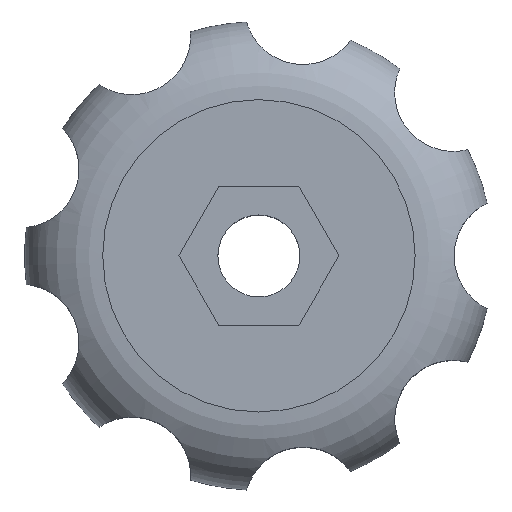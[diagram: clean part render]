
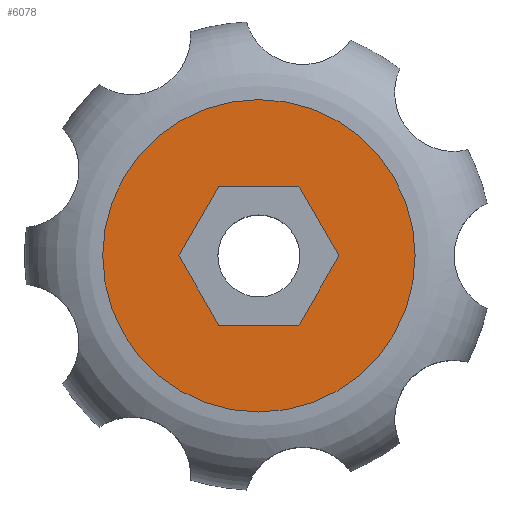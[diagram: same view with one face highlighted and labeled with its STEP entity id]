
A CAD part, top view. The second image highlights one B-rep face of the part: STEP entity #6078.
In plain terms, the highlighted planar face has unit normal (0, 0, 1).
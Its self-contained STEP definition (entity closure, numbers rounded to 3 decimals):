
#100 = TOROIDAL_SURFACE('',#101,8.,4.);
#101 = AXIS2_PLACEMENT_3D('',#102,#103,#104);
#102 = CARTESIAN_POINT('',(0.,0.,5.));
#103 = DIRECTION('',(0.,0.,1.));
#104 = DIRECTION('',(1.,0.,0.));
#3369 = VERTEX_POINT('',#3370);
#3370 = CARTESIAN_POINT('',(8.,0.,9.));
#3390 = EDGE_CURVE('',#3369,#3369,#3391,.T.);
#3391 = SURFACE_CURVE('',#3392,(#3397,#3404),.PCURVE_S1.);
#3392 = CIRCLE('',#3393,8.);
#3393 = AXIS2_PLACEMENT_3D('',#3394,#3395,#3396);
#3394 = CARTESIAN_POINT('',(0.,0.,9.));
#3395 = DIRECTION('',(0.,0.,1.));
#3396 = DIRECTION('',(1.,0.,0.));
#3397 = PCURVE('',#100,#3398);
#3398 = DEFINITIONAL_REPRESENTATION('',(#3399),#3403);
#3399 = LINE('',#3400,#3401);
#3400 = CARTESIAN_POINT('',(0.,1.571));
#3401 = VECTOR('',#3402,1.);
#3402 = DIRECTION('',(1.,0.));
#3403 = ( GEOMETRIC_REPRESENTATION_CONTEXT(2) 
PARAMETRIC_REPRESENTATION_CONTEXT() REPRESENTATION_CONTEXT('2D SPACE',''
  ) );
#3404 = PCURVE('',#3405,#3410);
#3405 = PLANE('',#3406);
#3406 = AXIS2_PLACEMENT_3D('',#3407,#3408,#3409);
#3407 = CARTESIAN_POINT('',(0.,0.,9.));
#3408 = DIRECTION('',(0.,0.,1.));
#3409 = DIRECTION('',(1.,0.,0.));
#3410 = DEFINITIONAL_REPRESENTATION('',(#3411),#3415);
#3411 = CIRCLE('',#3412,8.);
#3412 = AXIS2_PLACEMENT_2D('',#3413,#3414);
#3413 = CARTESIAN_POINT('',(0.,0.));
#3414 = DIRECTION('',(1.,0.));
#3415 = ( GEOMETRIC_REPRESENTATION_CONTEXT(2) 
PARAMETRIC_REPRESENTATION_CONTEXT() REPRESENTATION_CONTEXT('2D SPACE',''
  ) );
#6078 = ADVANCED_FACE('',(#6079,#6082),#3405,.T.);
#6079 = FACE_BOUND('',#6080,.T.);
#6080 = EDGE_LOOP('',(#6081));
#6081 = ORIENTED_EDGE('',*,*,#3390,.T.);
#6082 = FACE_BOUND('',#6083,.T.);
#6083 = EDGE_LOOP('',(#6084,#6112,#6138,#6164,#6190,#6216));
#6084 = ORIENTED_EDGE('',*,*,#6085,.T.);
#6085 = EDGE_CURVE('',#6086,#6088,#6090,.T.);
#6086 = VERTEX_POINT('',#6087);
#6087 = CARTESIAN_POINT('',(-2.05,3.551,9.));
#6088 = VERTEX_POINT('',#6089);
#6089 = CARTESIAN_POINT('',(2.05,3.551,9.));
#6090 = SURFACE_CURVE('',#6091,(#6095,#6101),.PCURVE_S1.);
#6091 = LINE('',#6092,#6093);
#6092 = CARTESIAN_POINT('',(1.025,3.551,9.));
#6093 = VECTOR('',#6094,1.);
#6094 = DIRECTION('',(1.,0.,0.));
#6095 = PCURVE('',#3405,#6096);
#6096 = DEFINITIONAL_REPRESENTATION('',(#6097),#6100);
#6097 = B_SPLINE_CURVE_WITH_KNOTS('',1,(#6098,#6099),.UNSPECIFIED.,.F.,
  .F.,(2,2),(-3.485,1.435),.PIECEWISE_BEZIER_KNOTS.);
#6098 = CARTESIAN_POINT('',(-2.46,3.551));
#6099 = CARTESIAN_POINT('',(2.46,3.551));
#6100 = ( GEOMETRIC_REPRESENTATION_CONTEXT(2) 
PARAMETRIC_REPRESENTATION_CONTEXT() REPRESENTATION_CONTEXT('2D SPACE',''
  ) );
#6101 = PCURVE('',#6102,#6107);
#6102 = PLANE('',#6103);
#6103 = AXIS2_PLACEMENT_3D('',#6104,#6105,#6106);
#6104 = CARTESIAN_POINT('',(2.05,3.551,6.));
#6105 = DIRECTION('',(0.,-1.,0.));
#6106 = DIRECTION('',(-1.,0.,0.));
#6107 = DEFINITIONAL_REPRESENTATION('',(#6108),#6111);
#6108 = B_SPLINE_CURVE_WITH_KNOTS('',1,(#6109,#6110),.UNSPECIFIED.,.F.,
  .F.,(2,2),(-3.485,1.435),.PIECEWISE_BEZIER_KNOTS.);
#6109 = CARTESIAN_POINT('',(4.51,-3.));
#6110 = CARTESIAN_POINT('',(-0.41,-3.));
#6111 = ( GEOMETRIC_REPRESENTATION_CONTEXT(2) 
PARAMETRIC_REPRESENTATION_CONTEXT() REPRESENTATION_CONTEXT('2D SPACE',''
  ) );
#6112 = ORIENTED_EDGE('',*,*,#6113,.T.);
#6113 = EDGE_CURVE('',#6088,#6114,#6116,.T.);
#6114 = VERTEX_POINT('',#6115);
#6115 = CARTESIAN_POINT('',(4.1,0.,9.));
#6116 = SURFACE_CURVE('',#6117,(#6121,#6127),.PCURVE_S1.);
#6117 = LINE('',#6118,#6119);
#6118 = CARTESIAN_POINT('',(3.588,0.888,9.));
#6119 = VECTOR('',#6120,1.);
#6120 = DIRECTION('',(0.5,-0.866,0.));
#6121 = PCURVE('',#3405,#6122);
#6122 = DEFINITIONAL_REPRESENTATION('',(#6123),#6126);
#6123 = B_SPLINE_CURVE_WITH_KNOTS('',1,(#6124,#6125),.UNSPECIFIED.,.F.,
  .F.,(2,2),(-3.485,1.435),.PIECEWISE_BEZIER_KNOTS.);
#6124 = CARTESIAN_POINT('',(1.845,3.906));
#6125 = CARTESIAN_POINT('',(4.305,-0.355));
#6126 = ( GEOMETRIC_REPRESENTATION_CONTEXT(2) 
PARAMETRIC_REPRESENTATION_CONTEXT() REPRESENTATION_CONTEXT('2D SPACE',''
  ) );
#6127 = PCURVE('',#6128,#6133);
#6128 = PLANE('',#6129);
#6129 = AXIS2_PLACEMENT_3D('',#6130,#6131,#6132);
#6130 = CARTESIAN_POINT('',(4.1,0.,6.));
#6131 = DIRECTION('',(-0.866,-0.5,0.));
#6132 = DIRECTION('',(-0.5,0.866,0.));
#6133 = DEFINITIONAL_REPRESENTATION('',(#6134),#6137);
#6134 = B_SPLINE_CURVE_WITH_KNOTS('',1,(#6135,#6136),.UNSPECIFIED.,.F.,
  .F.,(2,2),(-3.485,1.435),.PIECEWISE_BEZIER_KNOTS.);
#6135 = CARTESIAN_POINT('',(4.51,-3.));
#6136 = CARTESIAN_POINT('',(-0.41,-3.));
#6137 = ( GEOMETRIC_REPRESENTATION_CONTEXT(2) 
PARAMETRIC_REPRESENTATION_CONTEXT() REPRESENTATION_CONTEXT('2D SPACE',''
  ) );
#6138 = ORIENTED_EDGE('',*,*,#6139,.T.);
#6139 = EDGE_CURVE('',#6114,#6140,#6142,.T.);
#6140 = VERTEX_POINT('',#6141);
#6141 = CARTESIAN_POINT('',(2.05,-3.551,9.));
#6142 = SURFACE_CURVE('',#6143,(#6147,#6153),.PCURVE_S1.);
#6143 = LINE('',#6144,#6145);
#6144 = CARTESIAN_POINT('',(2.563,-2.663,9.));
#6145 = VECTOR('',#6146,1.);
#6146 = DIRECTION('',(-0.5,-0.866,0.));
#6147 = PCURVE('',#3405,#6148);
#6148 = DEFINITIONAL_REPRESENTATION('',(#6149),#6152);
#6149 = B_SPLINE_CURVE_WITH_KNOTS('',1,(#6150,#6151),.UNSPECIFIED.,.F.,
  .F.,(2,2),(-3.485,1.435),.PIECEWISE_BEZIER_KNOTS.);
#6150 = CARTESIAN_POINT('',(4.305,0.355));
#6151 = CARTESIAN_POINT('',(1.845,-3.906));
#6152 = ( GEOMETRIC_REPRESENTATION_CONTEXT(2) 
PARAMETRIC_REPRESENTATION_CONTEXT() REPRESENTATION_CONTEXT('2D SPACE',''
  ) );
#6153 = PCURVE('',#6154,#6159);
#6154 = PLANE('',#6155);
#6155 = AXIS2_PLACEMENT_3D('',#6156,#6157,#6158);
#6156 = CARTESIAN_POINT('',(2.05,-3.551,6.));
#6157 = DIRECTION('',(-0.866,0.5,0.));
#6158 = DIRECTION('',(0.5,0.866,0.));
#6159 = DEFINITIONAL_REPRESENTATION('',(#6160),#6163);
#6160 = B_SPLINE_CURVE_WITH_KNOTS('',1,(#6161,#6162),.UNSPECIFIED.,.F.,
  .F.,(2,2),(-3.485,1.435),.PIECEWISE_BEZIER_KNOTS.);
#6161 = CARTESIAN_POINT('',(4.51,-3.));
#6162 = CARTESIAN_POINT('',(-0.41,-3.));
#6163 = ( GEOMETRIC_REPRESENTATION_CONTEXT(2) 
PARAMETRIC_REPRESENTATION_CONTEXT() REPRESENTATION_CONTEXT('2D SPACE',''
  ) );
#6164 = ORIENTED_EDGE('',*,*,#6165,.T.);
#6165 = EDGE_CURVE('',#6140,#6166,#6168,.T.);
#6166 = VERTEX_POINT('',#6167);
#6167 = CARTESIAN_POINT('',(-2.05,-3.551,9.));
#6168 = SURFACE_CURVE('',#6169,(#6173,#6179),.PCURVE_S1.);
#6169 = LINE('',#6170,#6171);
#6170 = CARTESIAN_POINT('',(-1.025,-3.551,9.));
#6171 = VECTOR('',#6172,1.);
#6172 = DIRECTION('',(-1.,0.,0.));
#6173 = PCURVE('',#3405,#6174);
#6174 = DEFINITIONAL_REPRESENTATION('',(#6175),#6178);
#6175 = B_SPLINE_CURVE_WITH_KNOTS('',1,(#6176,#6177),.UNSPECIFIED.,.F.,
  .F.,(2,2),(-3.485,1.435),.PIECEWISE_BEZIER_KNOTS.);
#6176 = CARTESIAN_POINT('',(2.46,-3.551));
#6177 = CARTESIAN_POINT('',(-2.46,-3.551));
#6178 = ( GEOMETRIC_REPRESENTATION_CONTEXT(2) 
PARAMETRIC_REPRESENTATION_CONTEXT() REPRESENTATION_CONTEXT('2D SPACE',''
  ) );
#6179 = PCURVE('',#6180,#6185);
#6180 = PLANE('',#6181);
#6181 = AXIS2_PLACEMENT_3D('',#6182,#6183,#6184);
#6182 = CARTESIAN_POINT('',(-2.05,-3.551,6.));
#6183 = DIRECTION('',(0.,1.,0.));
#6184 = DIRECTION('',(1.,0.,0.));
#6185 = DEFINITIONAL_REPRESENTATION('',(#6186),#6189);
#6186 = B_SPLINE_CURVE_WITH_KNOTS('',1,(#6187,#6188),.UNSPECIFIED.,.F.,
  .F.,(2,2),(-3.485,1.435),.PIECEWISE_BEZIER_KNOTS.);
#6187 = CARTESIAN_POINT('',(4.51,-3.));
#6188 = CARTESIAN_POINT('',(-0.41,-3.));
#6189 = ( GEOMETRIC_REPRESENTATION_CONTEXT(2) 
PARAMETRIC_REPRESENTATION_CONTEXT() REPRESENTATION_CONTEXT('2D SPACE',''
  ) );
#6190 = ORIENTED_EDGE('',*,*,#6191,.T.);
#6191 = EDGE_CURVE('',#6166,#6192,#6194,.T.);
#6192 = VERTEX_POINT('',#6193);
#6193 = CARTESIAN_POINT('',(-4.1,0.,9.));
#6194 = SURFACE_CURVE('',#6195,(#6199,#6205),.PCURVE_S1.);
#6195 = LINE('',#6196,#6197);
#6196 = CARTESIAN_POINT('',(-3.588,-0.888,9.));
#6197 = VECTOR('',#6198,1.);
#6198 = DIRECTION('',(-0.5,0.866,0.));
#6199 = PCURVE('',#3405,#6200);
#6200 = DEFINITIONAL_REPRESENTATION('',(#6201),#6204);
#6201 = B_SPLINE_CURVE_WITH_KNOTS('',1,(#6202,#6203),.UNSPECIFIED.,.F.,
  .F.,(2,2),(-3.485,1.435),.PIECEWISE_BEZIER_KNOTS.);
#6202 = CARTESIAN_POINT('',(-1.845,-3.906));
#6203 = CARTESIAN_POINT('',(-4.305,0.355));
#6204 = ( GEOMETRIC_REPRESENTATION_CONTEXT(2) 
PARAMETRIC_REPRESENTATION_CONTEXT() REPRESENTATION_CONTEXT('2D SPACE',''
  ) );
#6205 = PCURVE('',#6206,#6211);
#6206 = PLANE('',#6207);
#6207 = AXIS2_PLACEMENT_3D('',#6208,#6209,#6210);
#6208 = CARTESIAN_POINT('',(-4.1,0.,6.));
#6209 = DIRECTION('',(0.866,0.5,0.));
#6210 = DIRECTION('',(0.5,-0.866,0.));
#6211 = DEFINITIONAL_REPRESENTATION('',(#6212),#6215);
#6212 = B_SPLINE_CURVE_WITH_KNOTS('',1,(#6213,#6214),.UNSPECIFIED.,.F.,
  .F.,(2,2),(-3.485,1.435),.PIECEWISE_BEZIER_KNOTS.);
#6213 = CARTESIAN_POINT('',(4.51,-3.));
#6214 = CARTESIAN_POINT('',(-0.41,-3.));
#6215 = ( GEOMETRIC_REPRESENTATION_CONTEXT(2) 
PARAMETRIC_REPRESENTATION_CONTEXT() REPRESENTATION_CONTEXT('2D SPACE',''
  ) );
#6216 = ORIENTED_EDGE('',*,*,#6217,.T.);
#6217 = EDGE_CURVE('',#6192,#6086,#6218,.T.);
#6218 = SURFACE_CURVE('',#6219,(#6223,#6229),.PCURVE_S1.);
#6219 = LINE('',#6220,#6221);
#6220 = CARTESIAN_POINT('',(-2.563,2.663,9.));
#6221 = VECTOR('',#6222,1.);
#6222 = DIRECTION('',(0.5,0.866,0.));
#6223 = PCURVE('',#3405,#6224);
#6224 = DEFINITIONAL_REPRESENTATION('',(#6225),#6228);
#6225 = B_SPLINE_CURVE_WITH_KNOTS('',1,(#6226,#6227),.UNSPECIFIED.,.F.,
  .F.,(2,2),(-3.485,1.435),.PIECEWISE_BEZIER_KNOTS.);
#6226 = CARTESIAN_POINT('',(-4.305,-0.355));
#6227 = CARTESIAN_POINT('',(-1.845,3.906));
#6228 = ( GEOMETRIC_REPRESENTATION_CONTEXT(2) 
PARAMETRIC_REPRESENTATION_CONTEXT() REPRESENTATION_CONTEXT('2D SPACE',''
  ) );
#6229 = PCURVE('',#6230,#6235);
#6230 = PLANE('',#6231);
#6231 = AXIS2_PLACEMENT_3D('',#6232,#6233,#6234);
#6232 = CARTESIAN_POINT('',(-2.05,3.551,6.));
#6233 = DIRECTION('',(0.866,-0.5,0.));
#6234 = DIRECTION('',(-0.5,-0.866,0.));
#6235 = DEFINITIONAL_REPRESENTATION('',(#6236),#6239);
#6236 = B_SPLINE_CURVE_WITH_KNOTS('',1,(#6237,#6238),.UNSPECIFIED.,.F.,
  .F.,(2,2),(-3.485,1.435),.PIECEWISE_BEZIER_KNOTS.);
#6237 = CARTESIAN_POINT('',(4.51,-3.));
#6238 = CARTESIAN_POINT('',(-0.41,-3.));
#6239 = ( GEOMETRIC_REPRESENTATION_CONTEXT(2) 
PARAMETRIC_REPRESENTATION_CONTEXT() REPRESENTATION_CONTEXT('2D SPACE',''
  ) );
